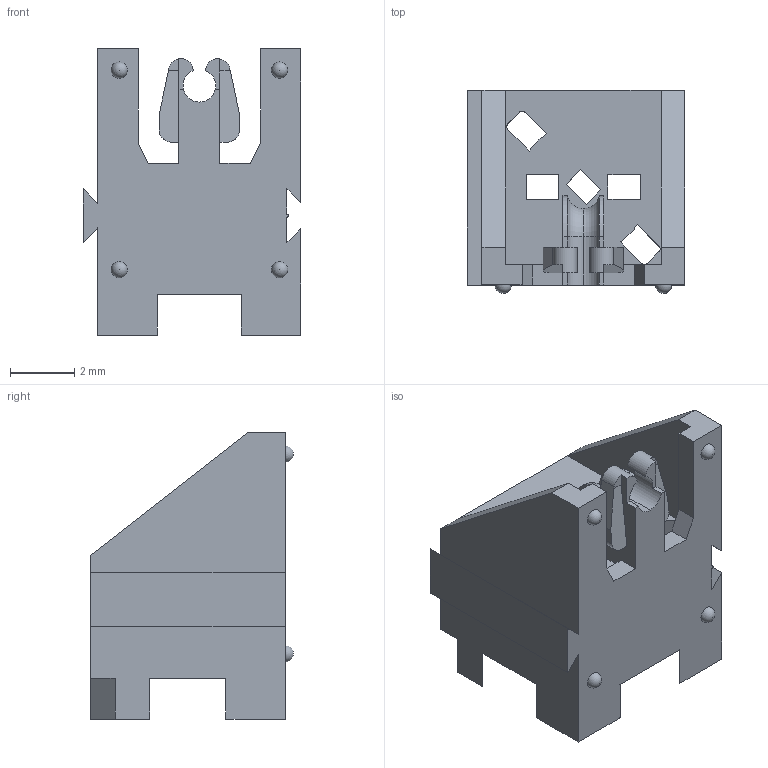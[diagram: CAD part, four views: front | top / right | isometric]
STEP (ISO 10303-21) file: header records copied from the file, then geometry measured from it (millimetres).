
FILE_DESCRIPTION (( 'STEP AP203' ), '1' );
FILE_NAME ('PCH 175.STEP', '2011-01-18T17:08:19', ( ' ' ), ( ' ' ), 'SwSTEP 2.0', 'SolidWorks 2010', '' );
FILE_SCHEMA (( 'CONFIG_CONTROL_DESIGN' ));
Length unit declared in the file: inch
Products named in the file (2): 175 001; PCH 175
Assembly tree (1 placements, depth 2):
  PCH 175
    175 001
Bounding box: 6.76 x 6.3 x 8.89 mm (x, y, z)
Volume: 137 mm3; surface area: 395.8 mm2
Topology: 1 solids, 1 shells, 240 faces, 668 edges, 443 vertices
Faces by surface type: plane 170, bspline 41, cylinder 23, sphere 4, torus 2
Entity records: 11188 total; most frequent: CARTESIAN_POINT 5084, ORIENTED_EDGE 1320, DIRECTION 1042, EDGE_CURVE 660, VECTOR 516, LINE 516, VERTEX_POINT 439, EDGE_LOOP 267
